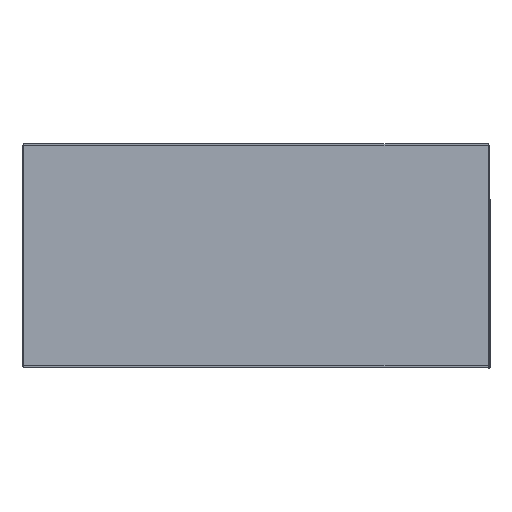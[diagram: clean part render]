
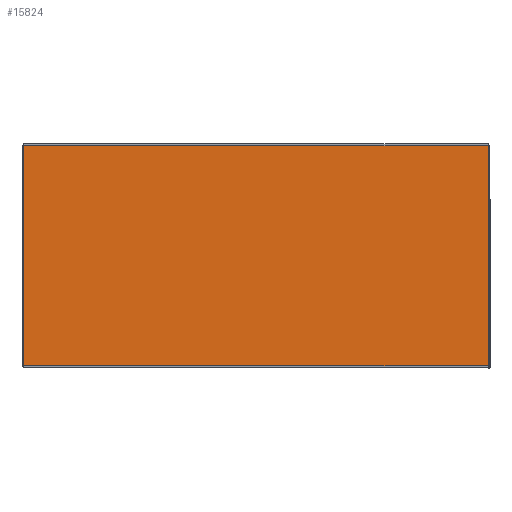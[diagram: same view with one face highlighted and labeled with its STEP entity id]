
A CAD part, top view. The second image highlights one B-rep face of the part: STEP entity #15824.
In plain terms, the highlighted planar face has unit normal (0, 0, 1).
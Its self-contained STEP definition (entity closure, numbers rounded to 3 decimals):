
#2809=FACE_OUTER_BOUND('',#3914,.T.);
#3914=EDGE_LOOP('',(#13143,#13144,#13145,#13146));
#4811=LINE('',#35262,#5948);
#4814=LINE('',#35268,#5951);
#4817=LINE('',#35274,#5954);
#4820=LINE('',#35278,#5957);
#5948=VECTOR('',#21893,10.);
#5951=VECTOR('',#21898,10.);
#5954=VECTOR('',#21903,10.);
#5957=VECTOR('',#21908,10.);
#7383=VERTEX_POINT('',#35259);
#7384=VERTEX_POINT('',#35261);
#7386=VERTEX_POINT('',#35267);
#7388=VERTEX_POINT('',#35273);
#9369=EDGE_CURVE('',#7384,#7383,#4811,.T.);
#9372=EDGE_CURVE('',#7386,#7384,#4814,.T.);
#9375=EDGE_CURVE('',#7388,#7386,#4817,.T.);
#9378=EDGE_CURVE('',#7383,#7388,#4820,.T.);
#13143=ORIENTED_EDGE('',*,*,#9378,.T.);
#13144=ORIENTED_EDGE('',*,*,#9375,.T.);
#13145=ORIENTED_EDGE('',*,*,#9372,.T.);
#13146=ORIENTED_EDGE('',*,*,#9369,.T.);
#14807=PLANE('',#17757);
#15824=ADVANCED_FACE('',(#2809),#14807,.T.);
#17757=AXIS2_PLACEMENT_3D('',#35279,#21909,#21910);
#21893=DIRECTION('',(0.,-1.,0.));
#21898=DIRECTION('',(-1.,0.,0.));
#21903=DIRECTION('',(0.,1.,0.));
#21908=DIRECTION('',(1.,0.,0.));
#21909=DIRECTION('center_axis',(0.,0.,1.));
#21910=DIRECTION('ref_axis',(1.,0.,0.));
#35259=CARTESIAN_POINT('',(-29.27,-10.385,25.2));
#35261=CARTESIAN_POINT('',(-29.27,17.385,25.2));
#35262=CARTESIAN_POINT('',(-29.27,-5.318,25.2));
#35267=CARTESIAN_POINT('',(29.29,17.385,25.2));
#35268=CARTESIAN_POINT('',(-24.595,17.385,25.2));
#35273=CARTESIAN_POINT('',(29.29,-10.385,25.2));
#35274=CARTESIAN_POINT('',(29.29,-5.318,25.2));
#35278=CARTESIAN_POINT('',(17.315,-10.385,25.2));
#35279=CARTESIAN_POINT('Origin',(20.965,0.,25.2));
